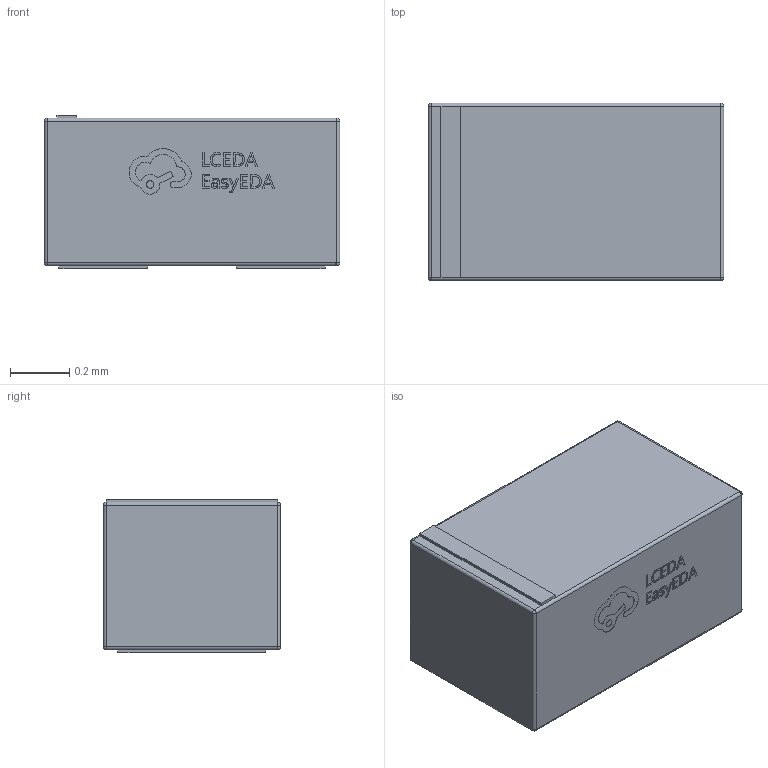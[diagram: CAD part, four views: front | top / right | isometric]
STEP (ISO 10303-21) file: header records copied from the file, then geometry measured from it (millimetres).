
FILE_DESCRIPTION(/* description */ ('Designed by EasyEDA Pro'),/* implementation_level */ '2;1');
FILE_NAME(/* name */ 'SOD-882.step',/* time_stamp */ '2025-04-09T09:06:13+08:00',/* author */ (''),/* organization */ (''),/* preprocessor_version */ 'ST-DEVELOPER v20.1',/* originating_system */ 'Autodesk Translation Framework v14.4.0.0',/* authorisation */ '');
FILE_SCHEMA (('AUTOMOTIVE_DESIGN { 1 0 10303 214 3 1 1 }'));
Length unit declared in the file: millimetre
Products named in the file (3): x6d0-PCBModel; x6d0-Board; x6d0-D1-SOD-882_L1.0-W0.6-RD
Assembly tree (2 placements, depth 2):
  x6d0-PCBModel
    x6d0-Board
    x6d0-D1-SOD-882_L1.0-W0.6-RD
Bounding box: 1 x 0.6 x 0.52 mm (x, y, z)
Volume: 0.3 mm3; surface area: 2.8 mm2
Topology: 1 solids, 1 shells, 262 faces, 695 edges, 450 vertices
Faces by surface type: plane 144, bspline 98, cylinder 12, sphere 8
Entity records: 8634 total; most frequent: CARTESIAN_POINT 2462, ORIENTED_EDGE 1378, DIRECTION 1015, EDGE_CURVE 689, LINE 469, VECTOR 469, VERTEX_POINT 450, EDGE_LOOP 283
